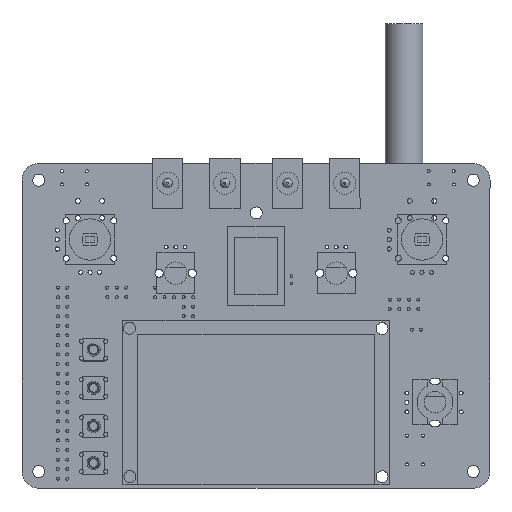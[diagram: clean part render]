
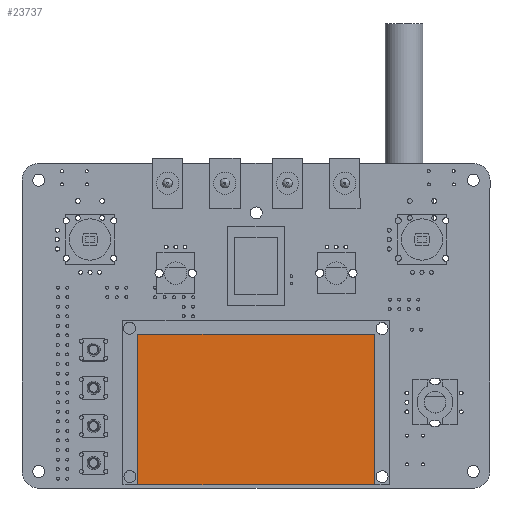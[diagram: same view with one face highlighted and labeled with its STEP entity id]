
A CAD part, top view. The second image highlights one B-rep face of the part: STEP entity #23737.
In plain terms, the highlighted planar face has unit normal (0, 0, 1).
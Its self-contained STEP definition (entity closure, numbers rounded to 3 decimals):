
#3259=FACE_OUTER_BOUND('',#5052,.T.);
#5052=EDGE_LOOP('',(#20484,#20485,#20486,#20487));
#7616=LINE('',#38719,#9883);
#7620=LINE('',#38728,#9887);
#7623=LINE('',#38732,#9890);
#7624=LINE('',#38734,#9891);
#9883=VECTOR('',#31527,10.);
#9887=VECTOR('',#31533,10.);
#9890=VECTOR('',#31538,10.);
#9891=VECTOR('',#31541,10.);
#11877=VERTEX_POINT('',#38716);
#11878=VERTEX_POINT('',#38718);
#11881=VERTEX_POINT('',#38725);
#11882=VERTEX_POINT('',#38727);
#14826=EDGE_CURVE('',#11878,#11877,#7616,.T.);
#14830=EDGE_CURVE('',#11882,#11881,#7620,.T.);
#14833=EDGE_CURVE('',#11877,#11882,#7623,.T.);
#14834=EDGE_CURVE('',#11881,#11878,#7624,.T.);
#20484=ORIENTED_EDGE('',*,*,#14833,.T.);
#20485=ORIENTED_EDGE('',*,*,#14830,.T.);
#20486=ORIENTED_EDGE('',*,*,#14834,.T.);
#20487=ORIENTED_EDGE('',*,*,#14826,.T.);
#22597=PLANE('',#25903);
#23737=ADVANCED_FACE('',(#3259),#22597,.T.);
#25903=AXIS2_PLACEMENT_3D('',#38733,#31539,#31540);
#31527=DIRECTION('',(0.,1.,0.));
#31533=DIRECTION('',(0.,-1.,0.));
#31538=DIRECTION('',(-1.,0.,0.));
#31539=DIRECTION('center_axis',(0.,0.,1.));
#31540=DIRECTION('ref_axis',(1.,0.,0.));
#31541=DIRECTION('',(1.,0.,0.));
#38716=CARTESIAN_POINT('',(87.441,-42.886,15.8));
#38718=CARTESIAN_POINT('',(87.441,-82.876,15.8));
#38719=CARTESIAN_POINT('',(87.441,-72.878,15.8));
#38725=CARTESIAN_POINT('',(24.441,-82.876,15.8));
#38727=CARTESIAN_POINT('',(24.441,-42.886,15.8));
#38728=CARTESIAN_POINT('',(24.441,-52.884,15.8));
#38732=CARTESIAN_POINT('',(71.691,-42.886,15.8));
#38733=CARTESIAN_POINT('Origin',(55.941,-62.881,15.8));
#38734=CARTESIAN_POINT('',(40.191,-82.876,15.8));
